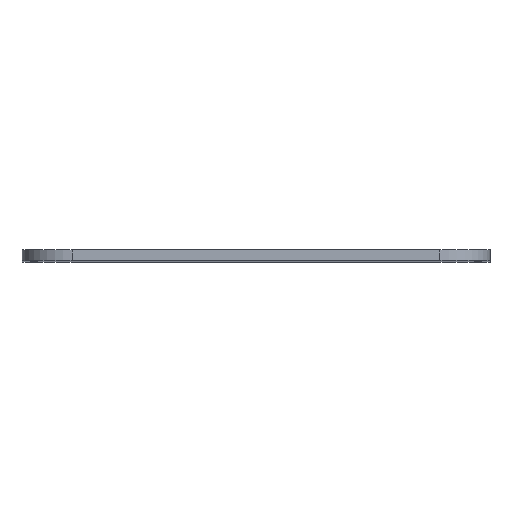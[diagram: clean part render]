
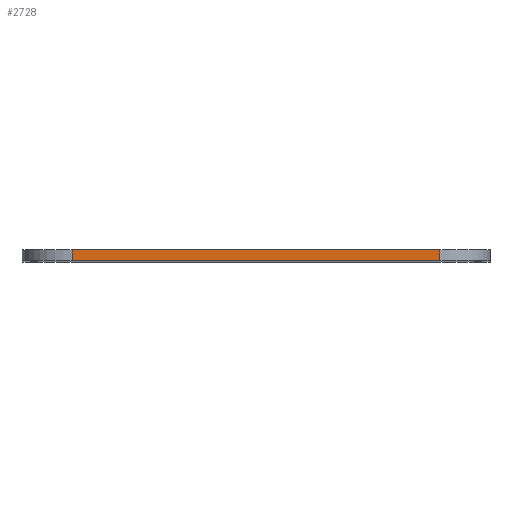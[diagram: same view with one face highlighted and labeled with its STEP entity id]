
A CAD part, top view. The second image highlights one B-rep face of the part: STEP entity #2728.
In plain terms, the highlighted planar face has unit normal (0, 0, 1).
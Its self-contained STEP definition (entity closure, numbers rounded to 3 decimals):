
#11 = PLANE ( 'NONE',  #279 ) ;
#251 = CARTESIAN_POINT ( 'NONE',  ( -90.927, 0., 302.931 ) ) ;
#279 = AXIS2_PLACEMENT_3D ( 'NONE', #2636, #1018, #2043 ) ;
#299 = ORIENTED_EDGE ( 'NONE', *, *, #2383, .F. ) ;
#504 = DIRECTION ( 'NONE',  ( 0., -1., 0. ) ) ;
#527 = FACE_OUTER_BOUND ( 'NONE', #1317, .T. ) ;
#569 = CARTESIAN_POINT ( 'NONE',  ( -90.927, 6.35, 302.931 ) ) ;
#664 = ORIENTED_EDGE ( 'NONE', *, *, #2422, .T. ) ;
#806 = ORIENTED_EDGE ( 'NONE', *, *, #3372, .F. ) ;
#1000 = VECTOR ( 'NONE', #2351, 1000. ) ;
#1018 = DIRECTION ( 'NONE',  ( 0., 0., -1. ) ) ;
#1025 = EDGE_CURVE ( 'NONE', #2157, #2197, #2325, .T. ) ;
#1026 = CARTESIAN_POINT ( 'NONE',  ( 129.073, 0., 302.931 ) ) ;
#1213 = LINE ( 'NONE', #3011, #2869 ) ;
#1248 = VERTEX_POINT ( 'NONE', #569 ) ;
#1317 = EDGE_LOOP ( 'NONE', ( #2872, #299, #806, #664 ) ) ;
#1336 = CARTESIAN_POINT ( 'NONE',  ( 129.073, 6.35, 302.931 ) ) ;
#1404 = CARTESIAN_POINT ( 'NONE',  ( -90.927, 0., 302.931 ) ) ;
#1703 = VECTOR ( 'NONE', #3125, 1000. ) ;
#1849 = CARTESIAN_POINT ( 'NONE',  ( -90.927, 6.35, 302.931 ) ) ;
#1978 = VECTOR ( 'NONE', #504, 1000. ) ;
#2043 = DIRECTION ( 'NONE',  ( -1., 0., 0. ) ) ;
#2101 = LINE ( 'NONE', #1849, #1978 ) ;
#2131 = LINE ( 'NONE', #2904, #1000 ) ;
#2157 = VERTEX_POINT ( 'NONE', #1404 ) ;
#2197 = VERTEX_POINT ( 'NONE', #1026 ) ;
#2325 = LINE ( 'NONE', #251, #1703 ) ;
#2351 = DIRECTION ( 'NONE',  ( 0., -1., 0. ) ) ;
#2383 = EDGE_CURVE ( 'NONE', #3343, #2197, #2131, .T. ) ;
#2422 = EDGE_CURVE ( 'NONE', #1248, #2157, #2101, .T. ) ;
#2636 = CARTESIAN_POINT ( 'NONE',  ( -90.927, 6.35, 302.931 ) ) ;
#2715 = DIRECTION ( 'NONE',  ( 1., 0., 0. ) ) ;
#2728 = ADVANCED_FACE ( 'NONE', ( #527 ), #11, .F. ) ;
#2869 = VECTOR ( 'NONE', #2715, 1000. ) ;
#2872 = ORIENTED_EDGE ( 'NONE', *, *, #1025, .T. ) ;
#2904 = CARTESIAN_POINT ( 'NONE',  ( 129.073, 6.35, 302.931 ) ) ;
#3011 = CARTESIAN_POINT ( 'NONE',  ( -90.927, 6.35, 302.931 ) ) ;
#3125 = DIRECTION ( 'NONE',  ( 1., 0., 0. ) ) ;
#3343 = VERTEX_POINT ( 'NONE', #1336 ) ;
#3372 = EDGE_CURVE ( 'NONE', #1248, #3343, #1213, .T. ) ;
